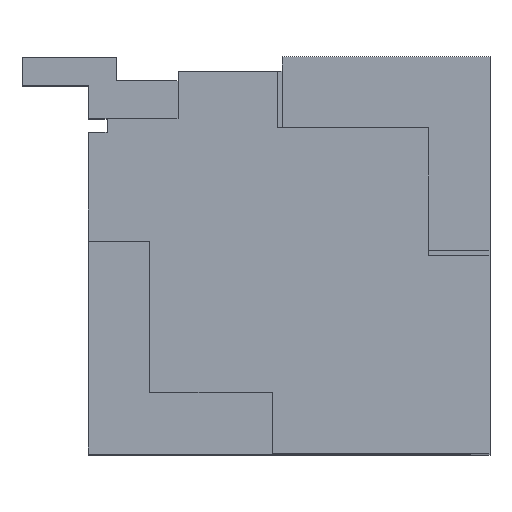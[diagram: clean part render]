
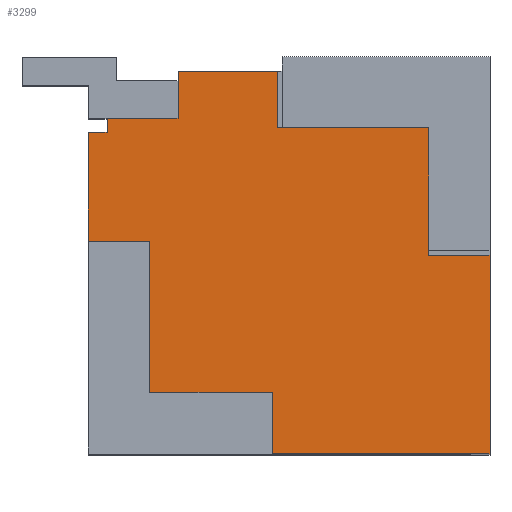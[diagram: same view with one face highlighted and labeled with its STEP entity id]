
A CAD part, top view. The second image highlights one B-rep face of the part: STEP entity #3299.
In plain terms, the highlighted planar face has unit normal (0, 0, 1).
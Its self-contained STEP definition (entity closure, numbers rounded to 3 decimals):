
#6 = ORIENTED_EDGE ( 'NONE', *, *, #1789, .T. ) ;
#40 = VECTOR ( 'NONE', #1608, 1000. ) ;
#56 = CARTESIAN_POINT ( 'NONE',  ( -1.27, 2.13, 3.51 ) ) ;
#88 = LINE ( 'NONE', #2681, #329 ) ;
#120 = DIRECTION ( 'NONE',  ( 0., 0., 1. ) ) ;
#193 = VERTEX_POINT ( 'NONE', #3539 ) ;
#197 = ORIENTED_EDGE ( 'NONE', *, *, #640, .F. ) ;
#218 = VECTOR ( 'NONE', #2508, 1000. ) ;
#292 = DIRECTION ( 'NONE',  ( -1., 0., 0. ) ) ;
#327 = CARTESIAN_POINT ( 'NONE',  ( -0.27, -1.92, 3.51 ) ) ;
#328 = ORIENTED_EDGE ( 'NONE', *, *, #3825, .F. ) ;
#329 = VECTOR ( 'NONE', #2380, 1000. ) ;
#337 = CARTESIAN_POINT ( 'NONE',  ( -0.22, 2.13, 3.51 ) ) ;
#411 = FACE_OUTER_BOUND ( 'NONE', #3420, .T. ) ;
#418 = EDGE_CURVE ( 'NONE', #1171, #2098, #3869, .T. ) ;
#439 = ORIENTED_EDGE ( 'NONE', *, *, #3979, .F. ) ;
#448 = PLANE ( 'NONE',  #3281 ) ;
#456 = CARTESIAN_POINT ( 'NONE',  ( -0.22, 2.13, 3.51 ) ) ;
#461 = VERTEX_POINT ( 'NONE', #2105 ) ;
#463 = LINE ( 'NONE', #1743, #687 ) ;
#640 = EDGE_CURVE ( 'NONE', #3157, #461, #88, .T. ) ;
#687 = VECTOR ( 'NONE', #2089, 1000. ) ;
#726 = CARTESIAN_POINT ( 'NONE',  ( -1.27, 1.63, 3.51 ) ) ;
#730 = VECTOR ( 'NONE', #2469, 1000. ) ;
#733 = ORIENTED_EDGE ( 'NONE', *, *, #2751, .T. ) ;
#744 = VECTOR ( 'NONE', #2548, 1000. ) ;
#758 = CARTESIAN_POINT ( 'NONE',  ( -0.27, -1.92, 3.51 ) ) ;
#845 = CARTESIAN_POINT ( 'NONE',  ( 2.03, -1.92, 3.51 ) ) ;
#892 = VECTOR ( 'NONE', #2625, 1000. ) ;
#934 = VERTEX_POINT ( 'NONE', #1230 ) ;
#1027 = LINE ( 'NONE', #758, #2065 ) ;
#1047 = DIRECTION ( 'NONE',  ( 0., -1., 0. ) ) ;
#1066 = ORIENTED_EDGE ( 'NONE', *, *, #3448, .T. ) ;
#1079 = VECTOR ( 'NONE', #1698, 1000. ) ;
#1090 = DIRECTION ( 'NONE',  ( -1., 0., 0. ) ) ;
#1105 = VERTEX_POINT ( 'NONE', #2802 ) ;
#1150 = VECTOR ( 'NONE', #3349, 1000. ) ;
#1157 = VERTEX_POINT ( 'NONE', #2882 ) ;
#1171 = VERTEX_POINT ( 'NONE', #2503 ) ;
#1230 = CARTESIAN_POINT ( 'NONE',  ( -0.27, -1.27, 3.51 ) ) ;
#1233 = ORIENTED_EDGE ( 'NONE', *, *, #1890, .F. ) ;
#1280 = ORIENTED_EDGE ( 'NONE', *, *, #3098, .T. ) ;
#1308 = LINE ( 'NONE', #3154, #218 ) ;
#1340 = CARTESIAN_POINT ( 'NONE',  ( -2.22, 0.33, 3.51 ) ) ;
#1381 = VECTOR ( 'NONE', #1047, 1000. ) ;
#1442 = CARTESIAN_POINT ( 'NONE',  ( -0.27, -1.92, 3.51 ) ) ;
#1443 = CARTESIAN_POINT ( 'NONE',  ( -1.27, 1.63, 3.51 ) ) ;
#1498 = EDGE_CURVE ( 'NONE', #1940, #193, #2402, .T. ) ;
#1587 = LINE ( 'NONE', #2266, #3740 ) ;
#1608 = DIRECTION ( 'NONE',  ( 1., 0., 0. ) ) ;
#1609 = EDGE_CURVE ( 'NONE', #4088, #1729, #1308, .T. ) ;
#1644 = LINE ( 'NONE', #456, #1996 ) ;
#1698 = DIRECTION ( 'NONE',  ( -1., 0., 0. ) ) ;
#1705 = ORIENTED_EDGE ( 'NONE', *, *, #1609, .F. ) ;
#1725 = CARTESIAN_POINT ( 'NONE',  ( -0.22, 1.53, 3.51 ) ) ;
#1729 = VERTEX_POINT ( 'NONE', #3723 ) ;
#1743 = CARTESIAN_POINT ( 'NONE',  ( 1.38, 1.53, 3.51 ) ) ;
#1789 = EDGE_CURVE ( 'NONE', #193, #3426, #1870, .T. ) ;
#1870 = LINE ( 'NONE', #3127, #2868 ) ;
#1890 = EDGE_CURVE ( 'NONE', #1729, #1157, #2014, .T. ) ;
#1940 = VERTEX_POINT ( 'NONE', #845 ) ;
#1986 = LINE ( 'NONE', #56, #744 ) ;
#1996 = VECTOR ( 'NONE', #1090, 1000. ) ;
#2014 = LINE ( 'NONE', #1725, #2603 ) ;
#2027 = ORIENTED_EDGE ( 'NONE', *, *, #2168, .F. ) ;
#2065 = VECTOR ( 'NONE', #2926, 1000. ) ;
#2078 = LINE ( 'NONE', #1443, #1150 ) ;
#2089 = DIRECTION ( 'NONE',  ( 0., -1., 0. ) ) ;
#2098 = VERTEX_POINT ( 'NONE', #1340 ) ;
#2105 = CARTESIAN_POINT ( 'NONE',  ( -1.57, 0.33, 3.51 ) ) ;
#2133 = CARTESIAN_POINT ( 'NONE',  ( 1.38, 0.18, 3.51 ) ) ;
#2168 = EDGE_CURVE ( 'NONE', #2510, #934, #1027, .T. ) ;
#2197 = EDGE_CURVE ( 'NONE', #4088, #1105, #1644, .T. ) ;
#2259 = CARTESIAN_POINT ( 'NONE',  ( -0.27, -1.27, 3.51 ) ) ;
#2266 = CARTESIAN_POINT ( 'NONE',  ( -2.22, 0.33, 3.51 ) ) ;
#2371 = DIRECTION ( 'NONE',  ( 1., 0., 0. ) ) ;
#2380 = DIRECTION ( 'NONE',  ( 0., 1., 0. ) ) ;
#2399 = ORIENTED_EDGE ( 'NONE', *, *, #1498, .T. ) ;
#2402 = LINE ( 'NONE', #4040, #730 ) ;
#2433 = EDGE_CURVE ( 'NONE', #1105, #2893, #1986, .T. ) ;
#2469 = DIRECTION ( 'NONE',  ( 0., 1., 0. ) ) ;
#2503 = CARTESIAN_POINT ( 'NONE',  ( -2.22, 1.48, 3.51 ) ) ;
#2508 = DIRECTION ( 'NONE',  ( 0., -1., 0. ) ) ;
#2510 = VERTEX_POINT ( 'NONE', #1442 ) ;
#2548 = DIRECTION ( 'NONE',  ( 0., -1., 0. ) ) ;
#2603 = VECTOR ( 'NONE', #3909, 1000. ) ;
#2625 = DIRECTION ( 'NONE',  ( -1., 0., 0. ) ) ;
#2649 = LINE ( 'NONE', #2706, #3808 ) ;
#2681 = CARTESIAN_POINT ( 'NONE',  ( -1.57, -1.27, 3.51 ) ) ;
#2706 = CARTESIAN_POINT ( 'NONE',  ( -2.02, 1.63, 3.51 ) ) ;
#2720 = VERTEX_POINT ( 'NONE', #3282 ) ;
#2751 = EDGE_CURVE ( 'NONE', #2720, #1171, #3636, .T. ) ;
#2802 = CARTESIAN_POINT ( 'NONE',  ( -1.27, 2.13, 3.51 ) ) ;
#2868 = VECTOR ( 'NONE', #292, 1000. ) ;
#2882 = CARTESIAN_POINT ( 'NONE',  ( 1.38, 1.53, 3.51 ) ) ;
#2893 = VERTEX_POINT ( 'NONE', #726 ) ;
#2926 = DIRECTION ( 'NONE',  ( 0., 1., 0. ) ) ;
#3032 = EDGE_CURVE ( 'NONE', #2098, #461, #1587, .T. ) ;
#3056 = EDGE_CURVE ( 'NONE', #2510, #1940, #3495, .T. ) ;
#3098 = EDGE_CURVE ( 'NONE', #3689, #2720, #2649, .T. ) ;
#3127 = CARTESIAN_POINT ( 'NONE',  ( 2.03, 0.18, 3.51 ) ) ;
#3154 = CARTESIAN_POINT ( 'NONE',  ( -0.22, 2.13, 3.51 ) ) ;
#3157 = VERTEX_POINT ( 'NONE', #3459 ) ;
#3280 = ORIENTED_EDGE ( 'NONE', *, *, #2433, .T. ) ;
#3281 = AXIS2_PLACEMENT_3D ( 'NONE', #3582, #120, #2371 ) ;
#3282 = CARTESIAN_POINT ( 'NONE',  ( -2.02, 1.48, 3.51 ) ) ;
#3299 = ADVANCED_FACE ( 'NONE', ( #411 ), #448, .T. ) ;
#3349 = DIRECTION ( 'NONE',  ( -1., 0., 0. ) ) ;
#3410 = ORIENTED_EDGE ( 'NONE', *, *, #418, .T. ) ;
#3420 = EDGE_LOOP ( 'NONE', ( #3839, #3280, #1066, #1280, #733, #3410, #3607, #197, #439, #2027, #4095, #2399, #6, #328, #1233, #1705 ) ) ;
#3426 = VERTEX_POINT ( 'NONE', #2133 ) ;
#3448 = EDGE_CURVE ( 'NONE', #2893, #3689, #2078, .T. ) ;
#3459 = CARTESIAN_POINT ( 'NONE',  ( -1.57, -1.27, 3.51 ) ) ;
#3495 = LINE ( 'NONE', #327, #40 ) ;
#3539 = CARTESIAN_POINT ( 'NONE',  ( 2.03, 0.18, 3.51 ) ) ;
#3580 = DIRECTION ( 'NONE',  ( 1., 0., 0. ) ) ;
#3582 = CARTESIAN_POINT ( 'NONE',  ( 0., 0., 3.51 ) ) ;
#3607 = ORIENTED_EDGE ( 'NONE', *, *, #3032, .T. ) ;
#3619 = DIRECTION ( 'NONE',  ( 0., -1., 0. ) ) ;
#3636 = LINE ( 'NONE', #3905, #1079 ) ;
#3689 = VERTEX_POINT ( 'NONE', #3927 ) ;
#3723 = CARTESIAN_POINT ( 'NONE',  ( -0.22, 1.53, 3.51 ) ) ;
#3740 = VECTOR ( 'NONE', #3580, 1000. ) ;
#3808 = VECTOR ( 'NONE', #3619, 1000. ) ;
#3825 = EDGE_CURVE ( 'NONE', #1157, #3426, #463, .T. ) ;
#3837 = LINE ( 'NONE', #2259, #892 ) ;
#3839 = ORIENTED_EDGE ( 'NONE', *, *, #2197, .T. ) ;
#3869 = LINE ( 'NONE', #3946, #1381 ) ;
#3905 = CARTESIAN_POINT ( 'NONE',  ( -2.02, 1.48, 3.51 ) ) ;
#3909 = DIRECTION ( 'NONE',  ( 1., 0., 0. ) ) ;
#3927 = CARTESIAN_POINT ( 'NONE',  ( -2.02, 1.63, 3.51 ) ) ;
#3946 = CARTESIAN_POINT ( 'NONE',  ( -2.22, 1.48, 3.51 ) ) ;
#3979 = EDGE_CURVE ( 'NONE', #934, #3157, #3837, .T. ) ;
#4040 = CARTESIAN_POINT ( 'NONE',  ( 2.03, -1.92, 3.51 ) ) ;
#4088 = VERTEX_POINT ( 'NONE', #337 ) ;
#4095 = ORIENTED_EDGE ( 'NONE', *, *, #3056, .T. ) ;
